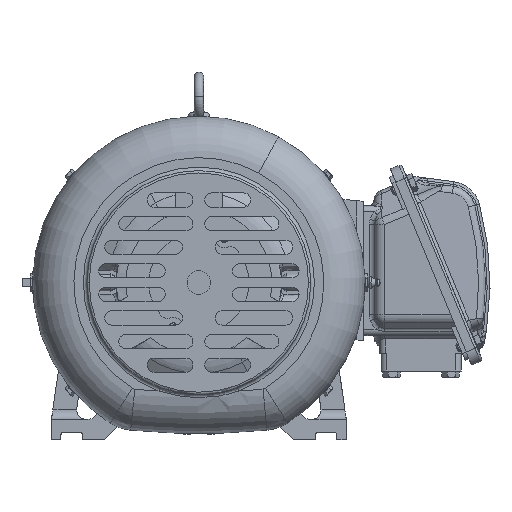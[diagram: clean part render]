
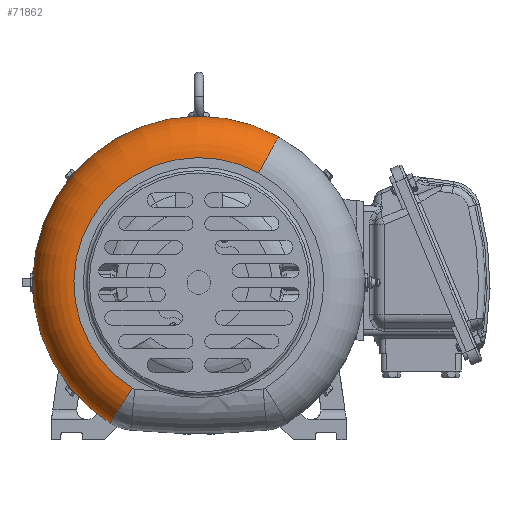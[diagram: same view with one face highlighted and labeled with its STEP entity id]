
A CAD part, front view. The second image highlights one B-rep face of the part: STEP entity #71862.
In plain terms, the highlighted toroidal (fillet/blend) face has major radius 106 mm and minor radius 35 mm.
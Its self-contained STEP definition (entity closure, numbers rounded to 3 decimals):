
#71272=CARTESIAN_POINT('Vertex',(67.599,-285.923,123.739)) ;
#71579=CARTESIAN_POINT('Vertex',(-75.287,-285.923,-119.218)) ;
#71582=CARTESIAN_POINT('Axis2P3D Location',(0.,-285.923,0.)) ;
#71725=CARTESIAN_POINT('Axis2P3D Location',(50.819,-285.923,93.024)) ;
#71729=CARTESIAN_POINT('Vertex',(50.819,-320.923,93.024)) ;
#71839=CARTESIAN_POINT('Axis2P3D Location',(0.,-285.923,0.)) ;
#71844=CARTESIAN_POINT('Axis2P3D Location',(-56.598,-285.923,-89.625)) ;
#71848=CARTESIAN_POINT('Vertex',(-56.598,-320.923,-89.625)) ;
#71851=CARTESIAN_POINT('Axis2P3D Location',(0.,-320.923,0.)) ;
#71583=DIRECTION('Axis2P3D Direction',(-0.,1.,0.)) ;
#71726=DIRECTION('Axis2P3D Direction',(-0.878,0.,0.479)) ;
#71840=DIRECTION('Axis2P3D Direction',(0.,1.,0.)) ;
#71841=DIRECTION('Axis2P3D XDirection',(-0.468,0.,-0.884)) ;
#71845=DIRECTION('Axis2P3D Direction',(0.846,0.,-0.534)) ;
#71852=DIRECTION('Axis2P3D Direction',(-0.,1.,0.)) ;
#71584=AXIS2_PLACEMENT_3D('Circle Axis2P3D',#71582,#71583,$) ;
#71727=AXIS2_PLACEMENT_3D('Circle Axis2P3D',#71725,#71726,$) ;
#71842=AXIS2_PLACEMENT_3D('Torus Axis2P3D',#71839,#71840,#71841) ;
#71846=AXIS2_PLACEMENT_3D('Circle Axis2P3D',#71844,#71845,$) ;
#71853=AXIS2_PLACEMENT_3D('Circle Axis2P3D',#71851,#71852,$) ;
#71857=ORIENTED_EDGE('',*,*,#71850,.T.) ;
#71858=ORIENTED_EDGE('',*,*,#71855,.T.) ;
#71859=ORIENTED_EDGE('',*,*,#71731,.F.) ;
#71860=ORIENTED_EDGE('',*,*,#71586,.F.) ;
#71862=ADVANCED_FACE('\X2\51434EF6672C9AD4\X0\',(#71861),#71843,.T.) ;
#71585=CIRCLE('generated circle',#71584,141.) ;
#71728=CIRCLE('generated circle',#71727,35.) ;
#71847=CIRCLE('generated circle',#71846,35.) ;
#71854=CIRCLE('generated circle',#71853,106.) ;
#71843=TOROIDAL_SURFACE('homeo Torus',#71842,106.,35.) ;
#71586=EDGE_CURVE('',#71580,#71273,#71585,.T.) ;
#71731=EDGE_CURVE('',#71273,#71730,#71728,.F.) ;
#71850=EDGE_CURVE('',#71580,#71849,#71847,.F.) ;
#71855=EDGE_CURVE('',#71849,#71730,#71854,.T.) ;
#71856=EDGE_LOOP('',(#71857,#71858,#71859,#71860)) ;
#71861=FACE_OUTER_BOUND('',#71856,.T.) ;
#71273=VERTEX_POINT('',#71272) ;
#71580=VERTEX_POINT('',#71579) ;
#71730=VERTEX_POINT('',#71729) ;
#71849=VERTEX_POINT('',#71848) ;
